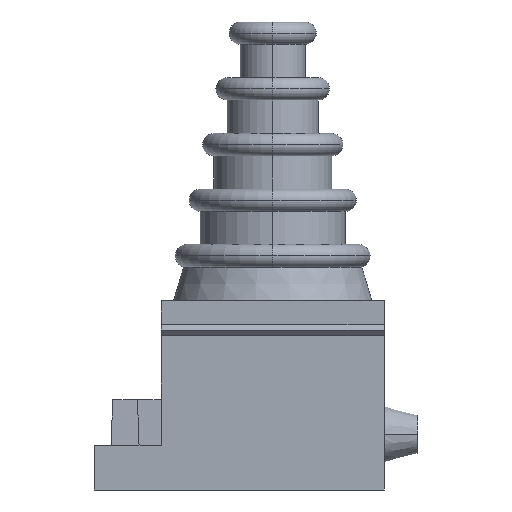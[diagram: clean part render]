
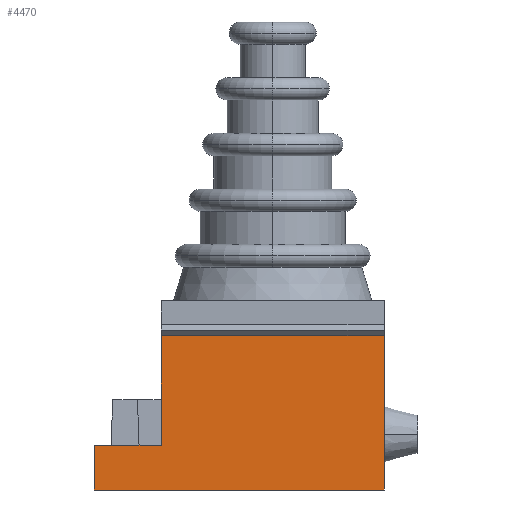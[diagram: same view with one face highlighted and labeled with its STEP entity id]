
A CAD part, front view. The second image highlights one B-rep face of the part: STEP entity #4470.
In plain terms, the highlighted face is planar.
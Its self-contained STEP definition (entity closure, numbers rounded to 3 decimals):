
#100=CARTESIAN_POINT('',(-56.15,26.05,
-2.));
#110=VERTEX_POINT('',#100);
#160=CARTESIAN_POINT('',(-56.15,30.367,
-2.));
#170=DIRECTION('',(0.,1.,0.));
#180=VECTOR('',#170,1.);
#190=LINE('',#160,#180);
#200=CARTESIAN_POINT('',(-56.15,0.05,
-2.));
#210=VERTEX_POINT('',#200);
#220=EDGE_CURVE('',#210,#110,#190,.T.);
#2590=CARTESIAN_POINT('',(-56.15,26.05,
2.));
#2600=VERTEX_POINT('',#2590);
#3370=CARTESIAN_POINT('',(-56.15,20.05,
2.));
#3380=VERTEX_POINT('',#3370);
#3410=CARTESIAN_POINT('',(-56.15,30.117,
2.));
#3420=DIRECTION('',(0.,1.,0.));
#3430=VECTOR('',#3420,1.);
#3440=LINE('',#3410,#3430);
#3450=EDGE_CURVE('',#3380,#2600,#3440,.T.);
#3920=CARTESIAN_POINT('',(-56.15,26.05,
0.));
#3930=DIRECTION('',(0.,0.,1.));
#3940=VECTOR('',#3930,1.);
#3950=LINE('',#3920,#3940);
#3960=EDGE_CURVE('',#110,#2600,#3950,.T.);
#4150=CARTESIAN_POINT('',(-56.15,31.407,
-3.766));
#4160=DIRECTION('',(1.,0.,0.));
#4170=DIRECTION('',(0.,-1.,0.));
#4180=AXIS2_PLACEMENT_3D('',#4150,#4160,#4170);
#4190=PLANE('',#4180);
#4200=ORIENTED_EDGE('',*,*,#220,.F.);
#4210=ORIENTED_EDGE('',*,*,#3960,.F.);
#4220=ORIENTED_EDGE('',*,*,#3450,.T.);
#4230=CARTESIAN_POINT('',(-56.15,20.05,
0.));
#4240=DIRECTION('',(0.,0.,-1.));
#4250=VECTOR('',#4240,1.);
#4260=LINE('',#4230,#4250);
#4270=CARTESIAN_POINT('',(-56.15,20.05,
11.85));
#4280=VERTEX_POINT('',#4270);
#4290=EDGE_CURVE('',#4280,#3380,#4260,.T.);
#4300=ORIENTED_EDGE('',*,*,#4290,.T.);
#4310=CARTESIAN_POINT('',(-56.15,29.567,
11.85));
#4320=DIRECTION('',(0.,-1.,0.));
#4330=VECTOR('',#4320,1.);
#4340=LINE('',#4310,#4330);
#4350=CARTESIAN_POINT('',(-56.15,0.05,11.85));
#4360=VERTEX_POINT('',#4350);
#4370=EDGE_CURVE('',#4280,#4360,#4340,.T.);
#4380=ORIENTED_EDGE('',*,*,#4370,.F.);
#4390=CARTESIAN_POINT('',(-56.15,0.05,
0.));
#4400=DIRECTION('',(0.,0.,-1.));
#4410=VECTOR('',#4400,1.);
#4420=LINE('',#4390,#4410);
#4430=EDGE_CURVE('',#4360,#210,#4420,.T.);
#4440=ORIENTED_EDGE('',*,*,#4430,.F.);
#4450=EDGE_LOOP('',(#4440,#4380,#4300,#4220,#4210,#4200));
#4460=FACE_OUTER_BOUND('',#4450,.T.);
#4470=ADVANCED_FACE('',(#4460),#4190,.F.);
